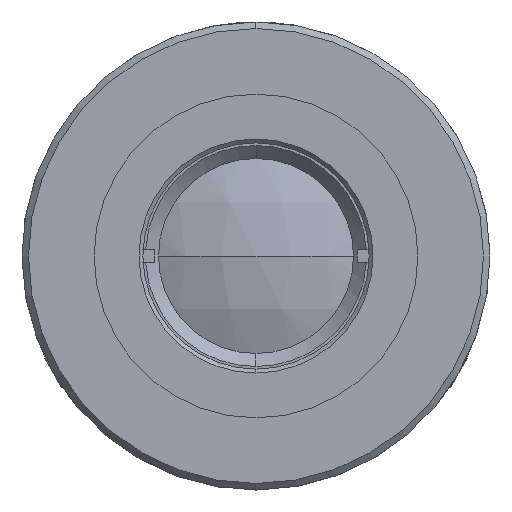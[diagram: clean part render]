
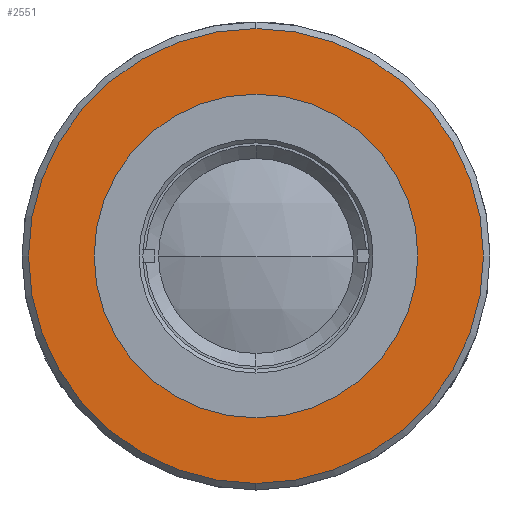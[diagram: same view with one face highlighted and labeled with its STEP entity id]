
A CAD part, left-side view. The second image highlights one B-rep face of the part: STEP entity #2551.
In plain terms, the highlighted planar face has unit normal (-1, 0, 0).
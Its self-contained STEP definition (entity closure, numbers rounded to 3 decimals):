
#124 = AXIS2_PLACEMENT_3D ( 'NONE', #1700, #2449, #3912 ) ;
#277 = DIRECTION ( 'NONE',  ( -1., 0., 0. ) ) ;
#337 = CARTESIAN_POINT ( 'NONE',  ( -5.003, 0., 0. ) ) ;
#604 = VERTEX_POINT ( 'NONE', #2021 ) ;
#731 = PLANE ( 'NONE',  #124 ) ;
#827 = VERTEX_POINT ( 'NONE', #2343 ) ;
#1060 = CARTESIAN_POINT ( 'NONE',  ( -5.003, 0., 17.5 ) ) ;
#1076 = FACE_BOUND ( 'NONE', #4517, .T. ) ;
#1530 = CIRCLE ( 'NONE', #3827, 12.45 ) ;
#1700 = CARTESIAN_POINT ( 'NONE',  ( -5.003, 18., 0. ) ) ;
#1702 = VERTEX_POINT ( 'NONE', #1060 ) ;
#1715 = AXIS2_PLACEMENT_3D ( 'NONE', #4439, #4076, #4124 ) ;
#1765 = DIRECTION ( 'NONE',  ( 0., 0., 1. ) ) ;
#1972 = CIRCLE ( 'NONE', #3975, 17.5 ) ;
#2021 = CARTESIAN_POINT ( 'NONE',  ( -5.003, 0., -12.45 ) ) ;
#2068 = DIRECTION ( 'NONE',  ( 0., 0., 1. ) ) ;
#2110 = CARTESIAN_POINT ( 'NONE',  ( -5.003, 0., 0. ) ) ;
#2112 = EDGE_CURVE ( 'NONE', #827, #604, #4306, .T. ) ;
#2176 = FACE_OUTER_BOUND ( 'NONE', #4072, .T. ) ;
#2343 = CARTESIAN_POINT ( 'NONE',  ( -5.003, 0., 12.45 ) ) ;
#2449 = DIRECTION ( 'NONE',  ( 1., 0., 0. ) ) ;
#2551 = ADVANCED_FACE ( 'NONE', ( #2176, #1076 ), #731, .F. ) ;
#2588 = VERTEX_POINT ( 'NONE', #2589 ) ;
#2589 = CARTESIAN_POINT ( 'NONE',  ( -5.003, 0., -17.5 ) ) ;
#2590 = ORIENTED_EDGE ( 'NONE', *, *, #4651, .F. ) ;
#2686 = ORIENTED_EDGE ( 'NONE', *, *, #2112, .F. ) ;
#2806 = DIRECTION ( 'NONE',  ( -1., 0., 0. ) ) ;
#2858 = EDGE_CURVE ( 'NONE', #1702, #2588, #2956, .T. ) ;
#2956 = CIRCLE ( 'NONE', #1715, 17.5 ) ;
#2957 = AXIS2_PLACEMENT_3D ( 'NONE', #3876, #2806, #2068 ) ;
#3420 = ORIENTED_EDGE ( 'NONE', *, *, #3954, .T. ) ;
#3827 = AXIS2_PLACEMENT_3D ( 'NONE', #337, #4689, #1765 ) ;
#3876 = CARTESIAN_POINT ( 'NONE',  ( -5.003, 0., 0. ) ) ;
#3912 = DIRECTION ( 'NONE',  ( 0., 0., -1. ) ) ;
#3954 = EDGE_CURVE ( 'NONE', #2588, #1702, #1972, .T. ) ;
#3975 = AXIS2_PLACEMENT_3D ( 'NONE', #2110, #277, #4630 ) ;
#4072 = EDGE_LOOP ( 'NONE', ( #3420, #4077 ) ) ;
#4076 = DIRECTION ( 'NONE',  ( -1., 0., 0. ) ) ;
#4077 = ORIENTED_EDGE ( 'NONE', *, *, #2858, .T. ) ;
#4124 = DIRECTION ( 'NONE',  ( 0., 0., -1. ) ) ;
#4306 = CIRCLE ( 'NONE', #2957, 12.45 ) ;
#4439 = CARTESIAN_POINT ( 'NONE',  ( -5.003, 0., 0. ) ) ;
#4517 = EDGE_LOOP ( 'NONE', ( #2686, #2590 ) ) ;
#4630 = DIRECTION ( 'NONE',  ( 0., 0., -1. ) ) ;
#4651 = EDGE_CURVE ( 'NONE', #604, #827, #1530, .T. ) ;
#4689 = DIRECTION ( 'NONE',  ( -1., 0., 0. ) ) ;
